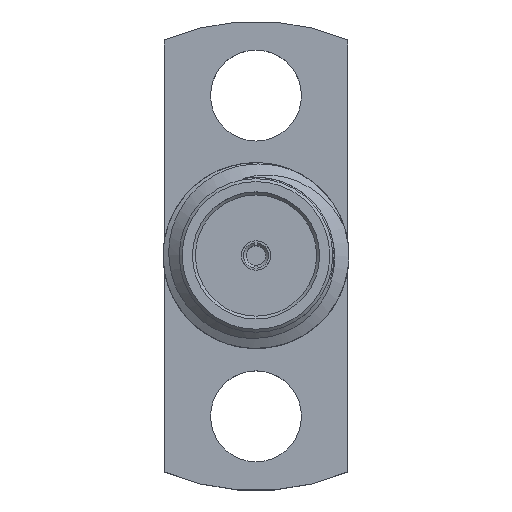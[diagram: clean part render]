
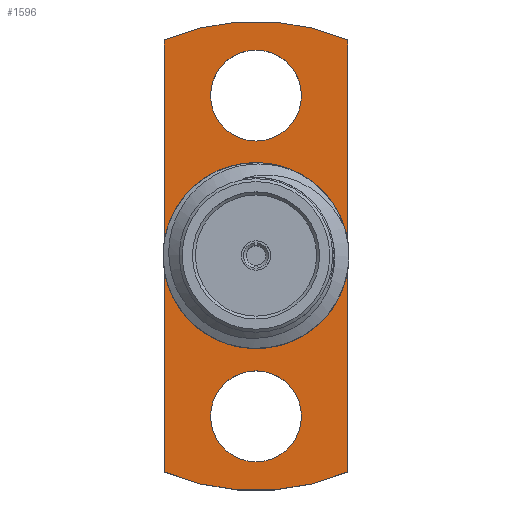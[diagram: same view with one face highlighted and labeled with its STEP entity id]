
A CAD part, top view. The second image highlights one B-rep face of the part: STEP entity #1596.
In plain terms, the highlighted planar face has unit normal (0, 0, 1).
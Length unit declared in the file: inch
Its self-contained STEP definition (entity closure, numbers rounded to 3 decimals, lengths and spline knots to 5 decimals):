
#19 = PLANE ( 'NONE',  #1531 ) ;
#32 = EDGE_CURVE ( 'NONE', #638, #638, #1966, .T. ) ;
#52 = DIRECTION ( 'NONE',  ( 0., 0., 1. ) ) ;
#87 = VERTEX_POINT ( 'NONE', #1679 ) ;
#222 = CARTESIAN_POINT ( 'NONE',  ( 0., 0., -0.31 ) ) ;
#244 = DIRECTION ( 'NONE',  ( 1., 0., 0. ) ) ;
#254 = EDGE_CURVE ( 'NONE', #1515, #87, #943, .T. ) ;
#261 = ORIENTED_EDGE ( 'NONE', *, *, #2017, .T. ) ;
#281 = DIRECTION ( 'NONE',  ( 0., 0., 1. ) ) ;
#284 = EDGE_LOOP ( 'NONE', ( #440, #261, #692, #838 ) ) ;
#440 = ORIENTED_EDGE ( 'NONE', *, *, #2052, .T. ) ;
#457 = DIRECTION ( 'NONE',  ( 0., 0., -1. ) ) ;
#458 = AXIS2_PLACEMENT_3D ( 'NONE', #1609, #281, #244 ) ;
#479 = VECTOR ( 'NONE', #922, 39.37008 ) ;
#485 = FACE_BOUND ( 'NONE', #807, .T. ) ;
#500 = DIRECTION ( 'NONE',  ( 0., 0., 1. ) ) ;
#550 = AXIS2_PLACEMENT_3D ( 'NONE', #1840, #500, #727 ) ;
#638 = VERTEX_POINT ( 'NONE', #1415 ) ;
#670 = FACE_BOUND ( 'NONE', #2524, .T. ) ;
#671 = DIRECTION ( 'NONE',  ( -1., 0., 0. ) ) ;
#692 = ORIENTED_EDGE ( 'NONE', *, *, #1659, .T. ) ;
#727 = DIRECTION ( 'NONE',  ( 1., 0., 0. ) ) ;
#749 = CARTESIAN_POINT ( 'NONE',  ( -0.094, -0.24, -0.31 ) ) ;
#795 = CARTESIAN_POINT ( 'NONE',  ( 0.0465, -0.164, -0.31 ) ) ;
#798 = AXIS2_PLACEMENT_3D ( 'NONE', #1396, #52, #947 ) ;
#807 = EDGE_LOOP ( 'NONE', ( #2646 ) ) ;
#838 = ORIENTED_EDGE ( 'NONE', *, *, #254, .T. ) ;
#852 = LINE ( 'NONE', #749, #1066 ) ;
#922 = DIRECTION ( 'NONE',  ( 0., 1., 0. ) ) ;
#943 = LINE ( 'NONE', #2332, #479 ) ;
#947 = DIRECTION ( 'NONE',  ( 1., 0., 0. ) ) ;
#994 = CARTESIAN_POINT ( 'NONE',  ( 0., 0., -0.31 ) ) ;
#1066 = VECTOR ( 'NONE', #1611, 39.37008 ) ;
#1077 = AXIS2_PLACEMENT_3D ( 'NONE', #2484, #1155, #2927 ) ;
#1155 = DIRECTION ( 'NONE',  ( 0., 0., 1. ) ) ;
#1178 = ORIENTED_EDGE ( 'NONE', *, *, #32, .F. ) ;
#1202 = EDGE_CURVE ( 'NONE', #1974, #1974, #2926, .T. ) ;
#1274 = VERTEX_POINT ( 'NONE', #795 ) ;
#1309 = CIRCLE ( 'NONE', #1077, 0.24 ) ;
#1396 = CARTESIAN_POINT ( 'NONE',  ( 0., -0.164, -0.31 ) ) ;
#1415 = CARTESIAN_POINT ( 'NONE',  ( -0.0785, 0., -0.31 ) ) ;
#1511 = CARTESIAN_POINT ( 'NONE',  ( -0.094, 0.22083, -0.31 ) ) ;
#1515 = VERTEX_POINT ( 'NONE', #2397 ) ;
#1531 = AXIS2_PLACEMENT_3D ( 'NONE', #222, #457, #671 ) ;
#1596 = ADVANCED_FACE ( 'NONE', ( #2738, #670, #485, #2142 ), #19, .F. ) ;
#1606 = VERTEX_POINT ( 'NONE', #1511 ) ;
#1609 = CARTESIAN_POINT ( 'NONE',  ( 0., 0.164, -0.31 ) ) ;
#1611 = DIRECTION ( 'NONE',  ( 0., -1., 0. ) ) ;
#1659 = EDGE_CURVE ( 'NONE', #2708, #1515, #1309, .T. ) ;
#1679 = CARTESIAN_POINT ( 'NONE',  ( 0.094, 0.22083, -0.31 ) ) ;
#1840 = CARTESIAN_POINT ( 'NONE',  ( 0., 0., -0.31 ) ) ;
#1864 = DIRECTION ( 'NONE',  ( 0., 0., 1. ) ) ;
#1966 = CIRCLE ( 'NONE', #2351, 0.0785 ) ;
#1974 = VERTEX_POINT ( 'NONE', #2119 ) ;
#1989 = ORIENTED_EDGE ( 'NONE', *, *, #1202, .F. ) ;
#2017 = EDGE_CURVE ( 'NONE', #1606, #2708, #852, .T. ) ;
#2052 = EDGE_CURVE ( 'NONE', #87, #1606, #2734, .T. ) ;
#2102 = DIRECTION ( 'NONE',  ( -1., 0., 0. ) ) ;
#2119 = CARTESIAN_POINT ( 'NONE',  ( 0.0465, 0.164, -0.31 ) ) ;
#2142 = FACE_OUTER_BOUND ( 'NONE', #284, .T. ) ;
#2147 = CIRCLE ( 'NONE', #798, 0.0465 ) ;
#2332 = CARTESIAN_POINT ( 'NONE',  ( 0.094, -0.24, -0.31 ) ) ;
#2351 = AXIS2_PLACEMENT_3D ( 'NONE', #994, #1864, #2102 ) ;
#2397 = CARTESIAN_POINT ( 'NONE',  ( 0.094, -0.22083, -0.31 ) ) ;
#2484 = CARTESIAN_POINT ( 'NONE',  ( 0., 0., -0.31 ) ) ;
#2486 = EDGE_LOOP ( 'NONE', ( #1178 ) ) ;
#2524 = EDGE_LOOP ( 'NONE', ( #1989 ) ) ;
#2646 = ORIENTED_EDGE ( 'NONE', *, *, #2791, .F. ) ;
#2708 = VERTEX_POINT ( 'NONE', #2729 ) ;
#2729 = CARTESIAN_POINT ( 'NONE',  ( -0.094, -0.22083, -0.31 ) ) ;
#2734 = CIRCLE ( 'NONE', #550, 0.24 ) ;
#2738 = FACE_BOUND ( 'NONE', #2486, .T. ) ;
#2791 = EDGE_CURVE ( 'NONE', #1274, #1274, #2147, .T. ) ;
#2926 = CIRCLE ( 'NONE', #458, 0.0465 ) ;
#2927 = DIRECTION ( 'NONE',  ( 1., 0., 0. ) ) ;
